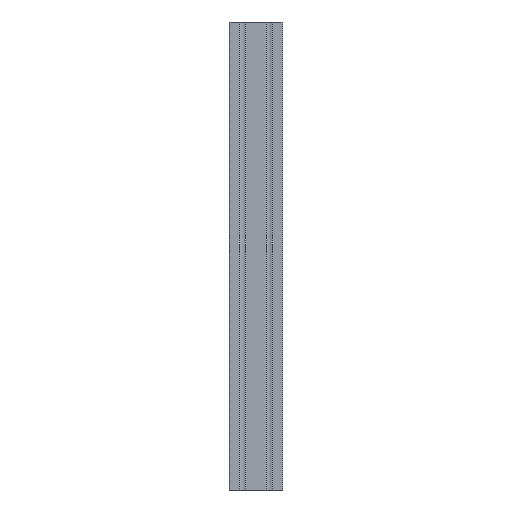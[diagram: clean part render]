
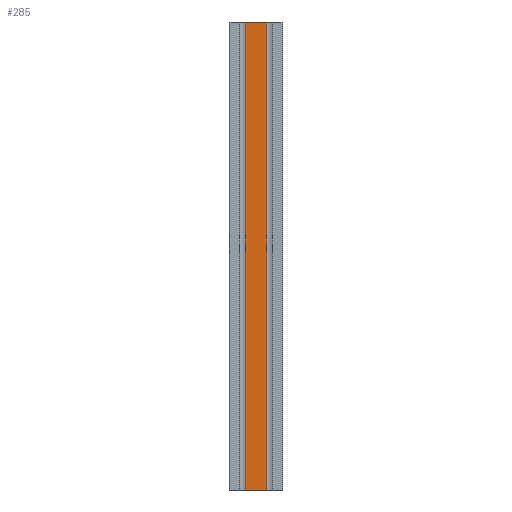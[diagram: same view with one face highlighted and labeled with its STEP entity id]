
A CAD part, front view. The second image highlights one B-rep face of the part: STEP entity #285.
In plain terms, the highlighted planar face has unit normal (0, -1, 0).
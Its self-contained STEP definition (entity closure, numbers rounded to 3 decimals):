
#31 = DIRECTION ( 'NONE',  ( 1., 0., 0. ) ) ;
#118 = EDGE_CURVE ( 'NONE', #537, #1917, #349, .T. ) ;
#139 = CARTESIAN_POINT ( 'NONE',  ( 35.85, -20., 700. ) ) ;
#285 = ADVANCED_FACE ( 'NONE', ( #2618 ), #1318, .F. ) ;
#306 = CARTESIAN_POINT ( 'NONE',  ( 4.15, -20., 0. ) ) ;
#349 = LINE ( 'NONE', #139, #645 ) ;
#377 = AXIS2_PLACEMENT_3D ( 'NONE', #2737, #1776, #644 ) ;
#517 = ORIENTED_EDGE ( 'NONE', *, *, #2415, .F. ) ;
#537 = VERTEX_POINT ( 'NONE', #793 ) ;
#593 = VECTOR ( 'NONE', #1220, 1000. ) ;
#644 = DIRECTION ( 'NONE',  ( 0., 0., 1. ) ) ;
#645 = VECTOR ( 'NONE', #2449, 1000. ) ;
#793 = CARTESIAN_POINT ( 'NONE',  ( 35.85, -20., 700. ) ) ;
#829 = EDGE_CURVE ( 'NONE', #2360, #1364, #2196, .T. ) ;
#855 = EDGE_CURVE ( 'NONE', #1364, #1917, #2545, .T. ) ;
#859 = ORIENTED_EDGE ( 'NONE', *, *, #855, .T. ) ;
#884 = VECTOR ( 'NONE', #1452, 1000. ) ;
#902 = ORIENTED_EDGE ( 'NONE', *, *, #829, .T. ) ;
#1208 = CARTESIAN_POINT ( 'NONE',  ( 4.15, -20., 700. ) ) ;
#1220 = DIRECTION ( 'NONE',  ( 1., 0., 0. ) ) ;
#1235 = CARTESIAN_POINT ( 'NONE',  ( 4.15, -20., 700. ) ) ;
#1318 = PLANE ( 'NONE',  #377 ) ;
#1364 = VERTEX_POINT ( 'NONE', #2662 ) ;
#1452 = DIRECTION ( 'NONE',  ( 0., 0., -1. ) ) ;
#1559 = LINE ( 'NONE', #1860, #1592 ) ;
#1592 = VECTOR ( 'NONE', #31, 1000. ) ;
#1776 = DIRECTION ( 'NONE',  ( 0., 1., 0. ) ) ;
#1860 = CARTESIAN_POINT ( 'NONE',  ( 4.15, -20., 700. ) ) ;
#1917 = VERTEX_POINT ( 'NONE', #2429 ) ;
#2196 = LINE ( 'NONE', #1208, #884 ) ;
#2360 = VERTEX_POINT ( 'NONE', #1235 ) ;
#2415 = EDGE_CURVE ( 'NONE', #2360, #537, #1559, .T. ) ;
#2429 = CARTESIAN_POINT ( 'NONE',  ( 35.85, -20., 0. ) ) ;
#2449 = DIRECTION ( 'NONE',  ( 0., 0., -1. ) ) ;
#2545 = LINE ( 'NONE', #306, #593 ) ;
#2558 = ORIENTED_EDGE ( 'NONE', *, *, #118, .F. ) ;
#2618 = FACE_OUTER_BOUND ( 'NONE', #2776, .T. ) ;
#2662 = CARTESIAN_POINT ( 'NONE',  ( 4.15, -20., 0. ) ) ;
#2737 = CARTESIAN_POINT ( 'NONE',  ( 4.15, -20., 700. ) ) ;
#2776 = EDGE_LOOP ( 'NONE', ( #859, #2558, #517, #902 ) ) ;
